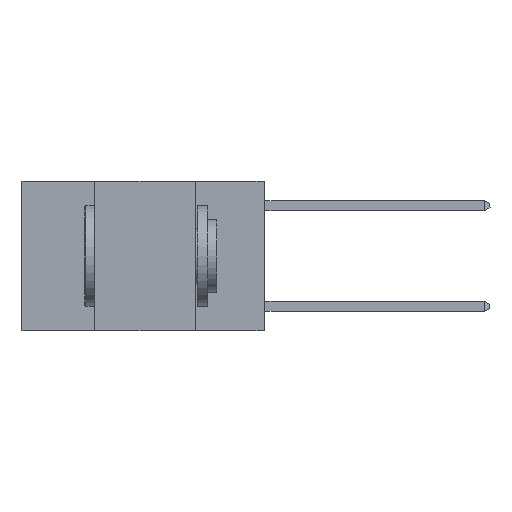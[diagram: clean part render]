
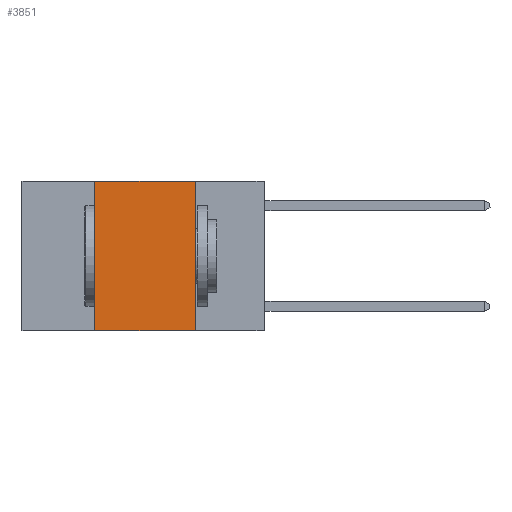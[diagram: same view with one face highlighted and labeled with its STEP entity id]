
A CAD part, left-side view. The second image highlights one B-rep face of the part: STEP entity #3851.
In plain terms, the highlighted planar face has unit normal (-1, 0, 0).
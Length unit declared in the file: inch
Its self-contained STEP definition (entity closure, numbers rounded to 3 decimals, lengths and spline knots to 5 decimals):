
#248 = EDGE_CURVE ( 'NONE', #6653, #4614, #6904, .T. ) ;
#613 = VECTOR ( 'NONE', #4337, 39.37008 ) ;
#823 = LINE ( 'NONE', #9037, #8862 ) ;
#1010 = DIRECTION ( 'NONE',  ( 0., -1., 0. ) ) ;
#1286 = DIRECTION ( 'NONE',  ( 0., -1., 0. ) ) ;
#1369 = ORIENTED_EDGE ( 'NONE', *, *, #10043, .F. ) ;
#1424 = VECTOR ( 'NONE', #1010, 39.37008 ) ;
#1602 = DIRECTION ( 'NONE',  ( 1., 0., 0. ) ) ;
#2051 = AXIS2_PLACEMENT_3D ( 'NONE', #6279, #1602, #7061 ) ;
#2085 = CARTESIAN_POINT ( 'NONE',  ( 0., 0.42, -0.37 ) ) ;
#2204 = VECTOR ( 'NONE', #2399, 39.37008 ) ;
#2376 = EDGE_CURVE ( 'NONE', #6653, #6714, #7111, .T. ) ;
#2399 = DIRECTION ( 'NONE',  ( 0., 0., -1. ) ) ;
#3288 = VERTEX_POINT ( 'NONE', #6288 ) ;
#3448 = ORIENTED_EDGE ( 'NONE', *, *, #5959, .F. ) ;
#3851 = ADVANCED_FACE ( 'NONE', ( #8784 ), #4696, .F. ) ;
#3979 = CARTESIAN_POINT ( 'NONE',  ( 0., 0.17, 0. ) ) ;
#4337 = DIRECTION ( 'NONE',  ( 0., 0., 1. ) ) ;
#4614 = VERTEX_POINT ( 'NONE', #4786 ) ;
#4649 = CARTESIAN_POINT ( 'NONE',  ( 0., 0.42, 0. ) ) ;
#4696 = PLANE ( 'NONE',  #2051 ) ;
#4786 = CARTESIAN_POINT ( 'NONE',  ( 0., 0.17, -0.37 ) ) ;
#5530 = ORIENTED_EDGE ( 'NONE', *, *, #2376, .F. ) ;
#5959 = EDGE_CURVE ( 'NONE', #6714, #3288, #823, .T. ) ;
#6279 = CARTESIAN_POINT ( 'NONE',  ( 0., 0.6, 0. ) ) ;
#6288 = CARTESIAN_POINT ( 'NONE',  ( 0., 0.17, 0. ) ) ;
#6597 = LINE ( 'NONE', #3979, #2204 ) ;
#6653 = VERTEX_POINT ( 'NONE', #2085 ) ;
#6714 = VERTEX_POINT ( 'NONE', #4649 ) ;
#6904 = LINE ( 'NONE', #9498, #1424 ) ;
#7061 = DIRECTION ( 'NONE',  ( 0., 0., -1. ) ) ;
#7111 = LINE ( 'NONE', #7445, #613 ) ;
#7445 = CARTESIAN_POINT ( 'NONE',  ( 0., 0.42, 0. ) ) ;
#8784 = FACE_OUTER_BOUND ( 'NONE', #9300, .T. ) ;
#8862 = VECTOR ( 'NONE', #1286, 39.37008 ) ;
#9037 = CARTESIAN_POINT ( 'NONE',  ( 0., 0.6, 0. ) ) ;
#9300 = EDGE_LOOP ( 'NONE', ( #1369, #3448, #5530, #9624 ) ) ;
#9498 = CARTESIAN_POINT ( 'NONE',  ( 0., 0.6, -0.37 ) ) ;
#9624 = ORIENTED_EDGE ( 'NONE', *, *, #248, .T. ) ;
#10043 = EDGE_CURVE ( 'NONE', #3288, #4614, #6597, .T. ) ;
